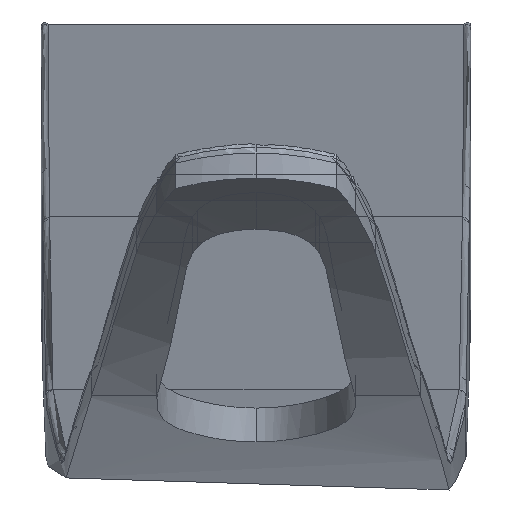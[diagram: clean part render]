
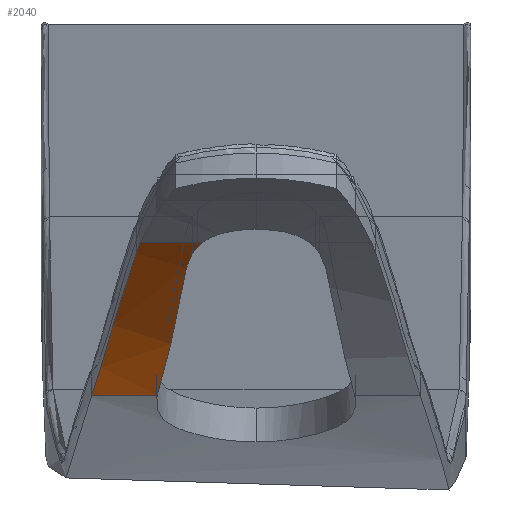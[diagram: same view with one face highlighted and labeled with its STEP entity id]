
A CAD part, left-side view. The second image highlights one B-rep face of the part: STEP entity #2040.
In plain terms, the highlighted free-form (B-spline) face has degree [4, 1] with [9, 2] control points.
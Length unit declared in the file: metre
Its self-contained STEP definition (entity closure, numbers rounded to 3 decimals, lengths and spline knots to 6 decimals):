
#89=FACE_OUTER_BOUND('',#222,.T.);
#222=EDGE_LOOP('',(#1332,#1333,#1334,#1335,#1336,#1337,#1338));
#363=LINE('',#3894,#454);
#364=LINE('',#3956,#455);
#454=VECTOR('',#2279,0.001);
#455=VECTOR('',#2280,0.001);
#570=B_SPLINE_CURVE_WITH_KNOTS('',3,(#3914,#3915,#3916,#3917,#3918,#3919,
#3920),.UNSPECIFIED.,.F.,.F.,(4,3,4),(-0.110109,-0.055064,
0.),.UNSPECIFIED.);
#571=B_SPLINE_CURVE_WITH_KNOTS('',3,(#3922,#3923,#3924,#3925,#3926,#3927,
#3928),.UNSPECIFIED.,.F.,.F.,(4,3,4),(-0.214706,-0.107363,
0.),.UNSPECIFIED.);
#572=B_SPLINE_CURVE_WITH_KNOTS('',3,(#3930,#3931,#3932,#3933,#3934,#3935,
#3936,#3937,#3938,#3939,#3940,#3941,#3942,#3943,#3944,#3945,#3946,#3947,
#3948,#3949,#3950,#3951,#3952,#3953,#3954),.UNSPECIFIED.,.F.,.F.,(4,3,3,
3,3,3,3,3,4),(-3.462702,-3.018964,-2.741556,-2.464148,
-2.206234,-1.7111,-1.324188,-0.844364,
0.),.UNSPECIFIED.);
#573=B_SPLINE_CURVE_WITH_KNOTS('',3,(#3958,#3959,#3960,#3961,#3962,#3963,
#3964,#3965,#3966,#3967,#3968,#3969,#3970,#3971,#3972,#3973),
 .UNSPECIFIED.,.F.,.F.,(4,2,2,2,2,2,2,4),(-3.188356,-2.732944,
-2.435186,-2.248572,-1.564826,-1.193774,
-0.617783,0.),.UNSPECIFIED.);
#574=B_SPLINE_CURVE_WITH_KNOTS('',3,(#3974,#3975,#3976,#3977,#3978,#3979,
#3980,#3981,#3982,#3983),.UNSPECIFIED.,.F.,.F.,(4,3,3,4),(0.,0.250128,
0.500233,1.),.UNSPECIFIED.);
#780=VERTEX_POINT('',#3817);
#788=VERTEX_POINT('',#3880);
#789=VERTEX_POINT('',#3913);
#790=VERTEX_POINT('',#3921);
#791=VERTEX_POINT('',#3929);
#792=VERTEX_POINT('',#3955);
#793=VERTEX_POINT('',#3957);
#993=EDGE_CURVE('',#780,#788,#363,.T.);
#994=EDGE_CURVE('',#780,#789,#570,.T.);
#995=EDGE_CURVE('',#788,#790,#571,.T.);
#996=EDGE_CURVE('',#790,#791,#572,.T.);
#997=EDGE_CURVE('',#792,#791,#364,.T.);
#998=EDGE_CURVE('',#793,#792,#573,.T.);
#999=EDGE_CURVE('',#789,#793,#574,.T.);
#1332=ORIENTED_EDGE('',*,*,#994,.F.);
#1333=ORIENTED_EDGE('',*,*,#993,.T.);
#1334=ORIENTED_EDGE('',*,*,#995,.T.);
#1335=ORIENTED_EDGE('',*,*,#996,.T.);
#1336=ORIENTED_EDGE('',*,*,#997,.F.);
#1337=ORIENTED_EDGE('',*,*,#998,.F.);
#1338=ORIENTED_EDGE('',*,*,#999,.F.);
#1932=B_SPLINE_SURFACE_WITH_KNOTS('',4,1,((#3895,#3896),(#3897,#3898),(#3899,
#3900),(#3901,#3902),(#3903,#3904),(#3905,#3906),(#3907,#3908),(#3909,#3910),
(#3911,#3912)),.UNSPECIFIED.,.F.,.F.,.F.,(5,1,1,1,1,5),(2,2),(0.,0.2221,
0.443225,0.693225,0.872149,1.),(27.325144,
38.794672),.UNSPECIFIED.);
#2040=ADVANCED_FACE('',(#89),#1932,.F.);
#2279=DIRECTION('',(0.,1.,0.));
#2280=DIRECTION('',(0.,1.,0.));
#3817=CARTESIAN_POINT('',(-0.970761,0.005438,-0.000594));
#3880=CARTESIAN_POINT('',(-0.970761,0.011754,-0.000594));
#3894=CARTESIAN_POINT('',(-0.970761,-0.022,-0.000594));
#3895=CARTESIAN_POINT('Ctrl Pts',(-0.970761,0.005325,
-0.000594));
#3896=CARTESIAN_POINT('Ctrl Pts',(-0.970761,0.016795,
-0.000594));
#3897=CARTESIAN_POINT('Ctrl Pts',(-0.96871,0.005325,
-0.001828));
#3898=CARTESIAN_POINT('Ctrl Pts',(-0.96871,0.016795,
-0.001828));
#3899=CARTESIAN_POINT('Ctrl Pts',(-0.964644,0.005325,
-0.004334));
#3900=CARTESIAN_POINT('Ctrl Pts',(-0.964644,0.016795,
-0.004334));
#3901=CARTESIAN_POINT('Ctrl Pts',(-0.96036,0.005325,
-0.006684));
#3902=CARTESIAN_POINT('Ctrl Pts',(-0.96036,0.016795,
-0.006684));
#3903=CARTESIAN_POINT('Ctrl Pts',(-0.952015,0.005325,
-0.010719));
#3904=CARTESIAN_POINT('Ctrl Pts',(-0.952015,0.016795,
-0.010719));
#3905=CARTESIAN_POINT('Ctrl Pts',(-0.945346,0.005325,
-0.013435));
#3906=CARTESIAN_POINT('Ctrl Pts',(-0.945346,0.016795,
-0.013435));
#3907=CARTESIAN_POINT('Ctrl Pts',(-0.940293,0.005325,
-0.015));
#3908=CARTESIAN_POINT('Ctrl Pts',(-0.940293,0.016795,
-0.015));
#3909=CARTESIAN_POINT('Ctrl Pts',(-0.937492,0.005325,
-0.015776));
#3910=CARTESIAN_POINT('Ctrl Pts',(-0.937492,0.016795,
-0.015776));
#3911=CARTESIAN_POINT('Ctrl Pts',(-0.936322,0.005325,
-0.016093));
#3912=CARTESIAN_POINT('Ctrl Pts',(-0.936322,0.016795,
-0.016093));
#3913=CARTESIAN_POINT('',(-0.969956,0.006,-0.00108));
#3914=CARTESIAN_POINT('Ctrl Pts',(-0.970761,0.005438,
-0.000594));
#3915=CARTESIAN_POINT('Ctrl Pts',(-0.970632,0.005542,
-0.000672));
#3916=CARTESIAN_POINT('Ctrl Pts',(-0.9705,0.00564,
-0.000751));
#3917=CARTESIAN_POINT('Ctrl Pts',(-0.970366,0.005734,
-0.000832));
#3918=CARTESIAN_POINT('Ctrl Pts',(-0.970231,0.005827,
-0.000914));
#3919=CARTESIAN_POINT('Ctrl Pts',(-0.970095,0.005915,
-0.000996));
#3920=CARTESIAN_POINT('Ctrl Pts',(-0.969956,0.006,-0.00108));
#3921=CARTESIAN_POINT('',(-0.968962,0.012184,-0.001682));
#3922=CARTESIAN_POINT('Ctrl Pts',(-0.970761,0.011754,
-0.000594));
#3923=CARTESIAN_POINT('Ctrl Pts',(-0.970462,0.011831,
-0.000774));
#3924=CARTESIAN_POINT('Ctrl Pts',(-0.970162,0.011905,
-0.000955));
#3925=CARTESIAN_POINT('Ctrl Pts',(-0.969862,0.011976,
-0.001136));
#3926=CARTESIAN_POINT('Ctrl Pts',(-0.969562,0.012048,
-0.001318));
#3927=CARTESIAN_POINT('Ctrl Pts',(-0.969263,0.012116,
-0.001499));
#3928=CARTESIAN_POINT('Ctrl Pts',(-0.968962,0.012184,
-0.001682));
#3929=CARTESIAN_POINT('',(-0.936322,0.016682,-0.016093));
#3930=CARTESIAN_POINT('Ctrl Pts',(-0.968962,0.012184,
-0.001682));
#3931=CARTESIAN_POINT('Ctrl Pts',(-0.9682,0.012354,
-0.002143));
#3932=CARTESIAN_POINT('Ctrl Pts',(-0.96726,0.012542,
-0.002715));
#3933=CARTESIAN_POINT('Ctrl Pts',(-0.966181,0.012749,
-0.003355));
#3934=CARTESIAN_POINT('Ctrl Pts',(-0.965506,0.012879,
-0.003755));
#3935=CARTESIAN_POINT('Ctrl Pts',(-0.96478,0.013016,
-0.00418));
#3936=CARTESIAN_POINT('Ctrl Pts',(-0.963999,0.01316,
-0.004623));
#3937=CARTESIAN_POINT('Ctrl Pts',(-0.963219,0.013305,
-0.005065));
#3938=CARTESIAN_POINT('Ctrl Pts',(-0.962384,0.013457,
-0.005524));
#3939=CARTESIAN_POINT('Ctrl Pts',(-0.961432,0.013616,
-0.006027));
#3940=CARTESIAN_POINT('Ctrl Pts',(-0.960547,0.013764,
-0.006495));
#3941=CARTESIAN_POINT('Ctrl Pts',(-0.959636,0.013913,
-0.006962));
#3942=CARTESIAN_POINT('Ctrl Pts',(-0.958693,0.014059,
-0.007433));
#3943=CARTESIAN_POINT('Ctrl Pts',(-0.956883,0.01434,
-0.008337));
#3944=CARTESIAN_POINT('Ctrl Pts',(-0.954962,0.01461,
-0.009254));
#3945=CARTESIAN_POINT('Ctrl Pts',(-0.953215,0.01484,
-0.010051));
#3946=CARTESIAN_POINT('Ctrl Pts',(-0.951849,0.01502,
-0.010673));
#3947=CARTESIAN_POINT('Ctrl Pts',(-0.950458,0.015194,
-0.011283));
#3948=CARTESIAN_POINT('Ctrl Pts',(-0.949064,0.015358,
-0.011857));
#3949=CARTESIAN_POINT('Ctrl Pts',(-0.947336,0.015563,
-0.01257));
#3950=CARTESIAN_POINT('Ctrl Pts',(-0.945766,0.015741,
-0.013163));
#3951=CARTESIAN_POINT('Ctrl Pts',(-0.944242,0.015905,
-0.013693));
#3952=CARTESIAN_POINT('Ctrl Pts',(-0.941559,0.016192,
-0.014626));
#3953=CARTESIAN_POINT('Ctrl Pts',(-0.939028,0.016433,
-0.01536));
#3954=CARTESIAN_POINT('Ctrl Pts',(-0.936322,0.016682,
-0.016093));
#3955=CARTESIAN_POINT('',(-0.936322,0.010022,-0.016093));
#3956=CARTESIAN_POINT('',(-0.936322,-0.022,-0.016093));
#3957=CARTESIAN_POINT('',(-0.968962,0.006477,-0.001682));
#3958=CARTESIAN_POINT('Ctrl Pts',(-0.968962,0.006477,
-0.001682));
#3959=CARTESIAN_POINT('Ctrl Pts',(-0.968387,0.006693,
-0.00203));
#3960=CARTESIAN_POINT('Ctrl Pts',(-0.967554,0.006922,
-0.002542));
#3961=CARTESIAN_POINT('Ctrl Pts',(-0.965058,0.007306,
-0.00402));
#3962=CARTESIAN_POINT('Ctrl Pts',(-0.964114,0.007411,
-0.004566));
#3963=CARTESIAN_POINT('Ctrl Pts',(-0.962385,0.007568,
-0.005521));
#3964=CARTESIAN_POINT('Ctrl Pts',(-0.961722,0.007621,
-0.005877));
#3965=CARTESIAN_POINT('Ctrl Pts',(-0.958499,0.007893,
-0.007565));
#3966=CARTESIAN_POINT('Ctrl Pts',(-0.955638,0.008193,
-0.008947));
#3967=CARTESIAN_POINT('Ctrl Pts',(-0.951848,0.008606,
-0.010673));
#3968=CARTESIAN_POINT('Ctrl Pts',(-0.950485,0.008756,
-0.011271));
#3969=CARTESIAN_POINT('Ctrl Pts',(-0.947008,0.009127,
-0.012707));
#3970=CARTESIAN_POINT('Ctrl Pts',(-0.944983,0.009334,
-0.013462));
#3971=CARTESIAN_POINT('Ctrl Pts',(-0.940492,0.00974,
-0.01494));
#3972=CARTESIAN_POINT('Ctrl Pts',(-0.938307,0.009911,
-0.015555));
#3973=CARTESIAN_POINT('Ctrl Pts',(-0.936322,0.010022,
-0.016093));
#3974=CARTESIAN_POINT('Ctrl Pts',(-0.969956,0.006,-0.00108));
#3975=CARTESIAN_POINT('Ctrl Pts',(-0.969876,0.006049,
-0.001128));
#3976=CARTESIAN_POINT('Ctrl Pts',(-0.969795,0.006095,
-0.001177));
#3977=CARTESIAN_POINT('Ctrl Pts',(-0.969714,0.006139,
-0.001226));
#3978=CARTESIAN_POINT('Ctrl Pts',(-0.969633,0.006182,
-0.001275));
#3979=CARTESIAN_POINT('Ctrl Pts',(-0.96955,0.006224,
-0.001325));
#3980=CARTESIAN_POINT('Ctrl Pts',(-0.969467,0.006264,
-0.001376));
#3981=CARTESIAN_POINT('Ctrl Pts',(-0.969301,0.006343,
-0.001476));
#3982=CARTESIAN_POINT('Ctrl Pts',(-0.969133,0.006413,
-0.001578));
#3983=CARTESIAN_POINT('Ctrl Pts',(-0.968962,0.006477,
-0.001682));
